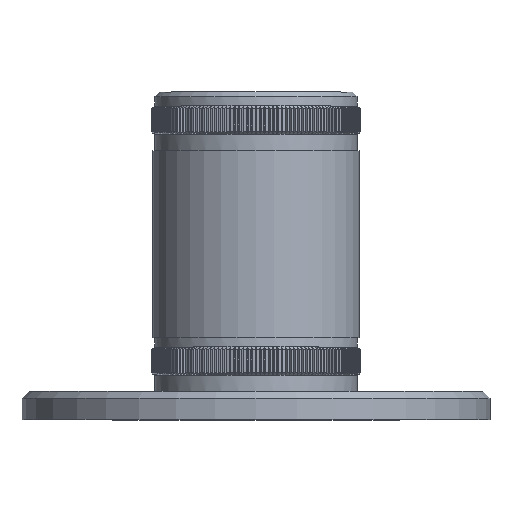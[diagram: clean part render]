
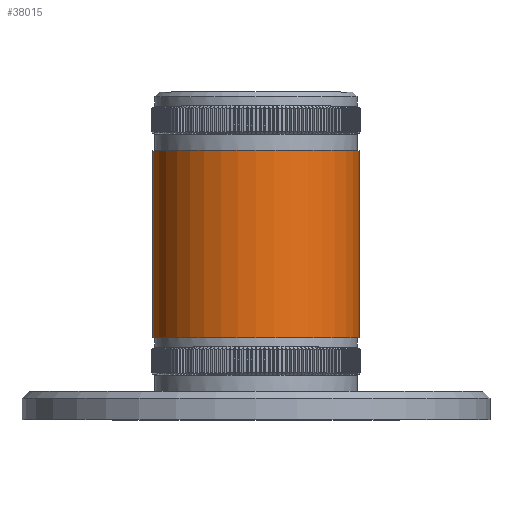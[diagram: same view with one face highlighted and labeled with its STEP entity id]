
A CAD part, top view. The second image highlights one B-rep face of the part: STEP entity #38015.
In plain terms, the highlighted cylindrical face has radius 22.1 mm (diameter 44.2 mm), a full revolution.
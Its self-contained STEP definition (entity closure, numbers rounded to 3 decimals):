
#598 = DIRECTION ( 'NONE',  ( 0., 0., 1. ) ) ;
#7816 = CARTESIAN_POINT ( 'NONE',  ( 0., 15.5, 22.1 ) ) ;
#13360 = CARTESIAN_POINT ( 'NONE',  ( 0., 55.5, 0. ) ) ;
#14464 = CARTESIAN_POINT ( 'NONE',  ( 0., 55.5, 0. ) ) ;
#14466 = CYLINDRICAL_SURFACE ( 'NONE', #29138, 22.1 ) ;
#21095 = FACE_OUTER_BOUND ( 'NONE', #77315, .T. ) ;
#27744 = FACE_OUTER_BOUND ( 'NONE', #50399, .T. ) ;
#28145 = DIRECTION ( 'NONE',  ( 0., -1., 0. ) ) ;
#29138 = AXIS2_PLACEMENT_3D ( 'NONE', #13360, #28145, #84534 ) ;
#36032 = AXIS2_PLACEMENT_3D ( 'NONE', #72210, #79556, #73101 ) ;
#38015 = ADVANCED_FACE ( 'NONE', ( #21095, #27744 ), #14466, .T. ) ;
#40369 = ORIENTED_EDGE ( 'NONE', *, *, #70232, .F. ) ;
#46531 = AXIS2_PLACEMENT_3D ( 'NONE', #14464, #63611, #598 ) ;
#50399 = EDGE_LOOP ( 'NONE', ( #51368 ) ) ;
#50482 = CARTESIAN_POINT ( 'NONE',  ( 0., 55.5, 22.1 ) ) ;
#51368 = ORIENTED_EDGE ( 'NONE', *, *, #59310, .T. ) ;
#59310 = EDGE_CURVE ( 'NONE', #65356, #65356, #61212, .T. ) ;
#61212 = CIRCLE ( 'NONE', #36032, 22.1 ) ;
#63611 = DIRECTION ( 'NONE',  ( 0., 1., 0. ) ) ;
#65356 = VERTEX_POINT ( 'NONE', #7816 ) ;
#70232 = EDGE_CURVE ( 'NONE', #90600, #90600, #84156, .T. ) ;
#72210 = CARTESIAN_POINT ( 'NONE',  ( 0., 15.5, 0. ) ) ;
#73101 = DIRECTION ( 'NONE',  ( 0., 0., 1. ) ) ;
#77315 = EDGE_LOOP ( 'NONE', ( #40369 ) ) ;
#79556 = DIRECTION ( 'NONE',  ( 0., 1., 0. ) ) ;
#84156 = CIRCLE ( 'NONE', #46531, 22.1 ) ;
#84534 = DIRECTION ( 'NONE',  ( 0., 0., -1. ) ) ;
#90600 = VERTEX_POINT ( 'NONE', #50482 ) ;
